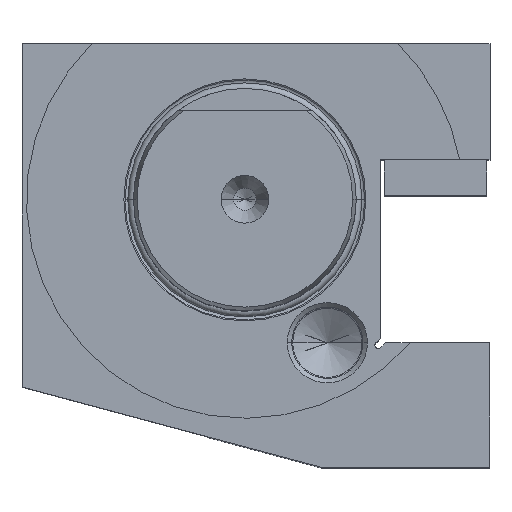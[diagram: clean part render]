
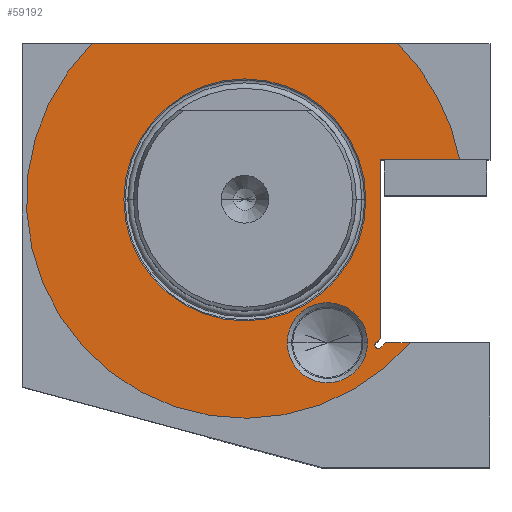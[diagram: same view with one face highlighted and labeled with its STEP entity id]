
A CAD part, top view. The second image highlights one B-rep face of the part: STEP entity #59192.
In plain terms, the highlighted planar face has unit normal (0, 0, 1).
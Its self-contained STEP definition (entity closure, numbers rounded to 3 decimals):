
#5253 = DIRECTION ( 'NONE',  ( 0., 0., 1. ) ) ;
#5258 = DIRECTION ( 'NONE',  ( 1., 0., 0. ) ) ;
#5260 = CARTESIAN_POINT ( 'NONE',  ( 0., 0., -78. ) ) ;
#6150 = AXIS2_PLACEMENT_3D ( 'NONE', #7751, #7763, #7745 ) ;
#6153 = AXIS2_PLACEMENT_3D ( 'NONE', #9216, #9243, #9218 ) ;
#6155 = AXIS2_PLACEMENT_3D ( 'NONE', #9275, #9298, #9330 ) ;
#6156 = AXIS2_PLACEMENT_3D ( 'NONE', #9072, #9087, #9033 ) ;
#6160 = AXIS2_PLACEMENT_3D ( 'NONE', #9005, #9023, #8937 ) ;
#6234 = AXIS2_PLACEMENT_3D ( 'NONE', #46506, #46499, #46498 ) ;
#6251 = AXIS2_PLACEMENT_3D ( 'NONE', #5260, #5253, #5258 ) ;
#7741 = CARTESIAN_POINT ( 'NONE',  ( 30.5, 27.15, -78. ) ) ;
#7745 = DIRECTION ( 'NONE',  ( 1., 0., 0. ) ) ;
#7751 = CARTESIAN_POINT ( 'NONE',  ( 0., 0., -78. ) ) ;
#7763 = DIRECTION ( 'NONE',  ( 0., 0., 1. ) ) ;
#7772 = DIRECTION ( 'NONE',  ( 0., -1., 0. ) ) ;
#8851 = DIRECTION ( 'NONE',  ( 1., 0., 0. ) ) ;
#8865 = CARTESIAN_POINT ( 'NONE',  ( 0., 35., -78. ) ) ;
#8937 = DIRECTION ( 'NONE',  ( -1., 0., 0. ) ) ;
#9005 = CARTESIAN_POINT ( 'NONE',  ( 18.5, -32.043, -78. ) ) ;
#9023 = DIRECTION ( 'NONE',  ( 0., 0., -1. ) ) ;
#9033 = DIRECTION ( 'NONE',  ( 1., 0., 0. ) ) ;
#9035 = CARTESIAN_POINT ( 'NONE',  ( 0., -32., -78. ) ) ;
#9068 = DIRECTION ( 'NONE',  ( 1., 0., 0. ) ) ;
#9072 = CARTESIAN_POINT ( 'NONE',  ( 0., 0., -78. ) ) ;
#9087 = DIRECTION ( 'NONE',  ( 0., 0., 1. ) ) ;
#9147 = DIRECTION ( 'NONE',  ( 0.707, 0.707, 0. ) ) ;
#9163 = CARTESIAN_POINT ( 'NONE',  ( 45.355, -18.205, -78. ) ) ;
#9169 = CARTESIAN_POINT ( 'NONE',  ( 44.295, -17.145, -78. ) ) ;
#9210 = DIRECTION ( 'NONE',  ( 0.707, 0.707, 0. ) ) ;
#9216 = CARTESIAN_POINT ( 'NONE',  ( 29.934, -32.566, -78. ) ) ;
#9218 = DIRECTION ( 'NONE',  ( -1., 0., 0. ) ) ;
#9243 = DIRECTION ( 'NONE',  ( 0., 0., -1. ) ) ;
#9275 = CARTESIAN_POINT ( 'NONE',  ( 0., 0., -78. ) ) ;
#9298 = DIRECTION ( 'NONE',  ( 0., 0., 1. ) ) ;
#9330 = DIRECTION ( 'NONE',  ( 1., 0., 0. ) ) ;
#13762 = EDGE_CURVE ( 'NONE', #33936, #33782, #36997, .T. ) ;
#13932 = EDGE_CURVE ( 'NONE', #34064, #34055, #37032, .T. ) ;
#14011 = EDGE_CURVE ( 'NONE', #34146, #34194, #37226, .T. ) ;
#18267 = PLANE ( 'NONE',  #35269 ) ;
#18294 = CARTESIAN_POINT ( 'NONE',  ( 0., 27.15, -78. ) ) ;
#18306 = DIRECTION ( 'NONE',  ( 0., 0., -1. ) ) ;
#18307 = DIRECTION ( 'NONE',  ( -1., 0., 0. ) ) ;
#25640 = EDGE_CURVE ( 'NONE', #61205, #61201, #29743, .T. ) ;
#25648 = EDGE_CURVE ( 'NONE', #33782, #33936, #29793, .T. ) ;
#25653 = EDGE_CURVE ( 'NONE', #61198, #61141, #29820, .T. ) ;
#25654 = EDGE_CURVE ( 'NONE', #34194, #34146, #29832, .T. ) ;
#25658 = EDGE_CURVE ( 'NONE', #34055, #61151, #29817, .T. ) ;
#25663 = EDGE_CURVE ( 'NONE', #61186, #61198, #29801, .T. ) ;
#25666 = EDGE_CURVE ( 'NONE', #61186, #34064, #29807, .T. ) ;
#25670 = EDGE_CURVE ( 'NONE', #61205, #61141, #29808, .T. ) ;
#25678 = EDGE_CURVE ( 'NONE', #61180, #61151, #29836, .T. ) ;
#25680 = EDGE_CURVE ( 'NONE', #61196, #61201, #29833, .T. ) ;
#25697 = AXIS2_PLACEMENT_3D ( 'NONE', #57006, #57057, #56991 ) ;
#26059 = EDGE_CURVE ( 'NONE', #61196, #61180, #29146, .T. ) ;
#29146 = LINE ( 'NONE', #44441, #29148 ) ;
#29148 = VECTOR ( 'NONE', #44464, 1000. ) ;
#29743 = LINE ( 'NONE', #8865, #29750 ) ;
#29750 = VECTOR ( 'NONE', #8851, 1000. ) ;
#29793 = CIRCLE ( 'NONE', #6160, 9. ) ;
#29798 = VECTOR ( 'NONE', #7772, 1000. ) ;
#29801 = LINE ( 'NONE', #9163, #29827 ) ;
#29807 = CIRCLE ( 'NONE', #6153, 0.75 ) ;
#29808 = CIRCLE ( 'NONE', #6155, 49. ) ;
#29817 = LINE ( 'NONE', #9169, #29846 ) ;
#29820 = LINE ( 'NONE', #9035, #29840 ) ;
#29827 = VECTOR ( 'NONE', #9147, 1000. ) ;
#29832 = CIRCLE ( 'NONE', #6156, 27.15 ) ;
#29833 = CIRCLE ( 'NONE', #6150, 49. ) ;
#29836 = LINE ( 'NONE', #7741, #29798 ) ;
#29840 = VECTOR ( 'NONE', #9068, 1000. ) ;
#29846 = VECTOR ( 'NONE', #9210, 1000. ) ;
#30532 = FACE_BOUND ( 'NONE', #57941, .T. ) ;
#30533 = FACE_BOUND ( 'NONE', #57949, .T. ) ;
#30564 = FACE_OUTER_BOUND ( 'NONE', #57942, .T. ) ;
#33782 = VERTEX_POINT ( 'NONE', #45309 ) ;
#33936 = VERTEX_POINT ( 'NONE', #45414 ) ;
#34055 = VERTEX_POINT ( 'NONE', #45486 ) ;
#34064 = VERTEX_POINT ( 'NONE', #45487 ) ;
#34146 = VERTEX_POINT ( 'NONE', #45466 ) ;
#34194 = VERTEX_POINT ( 'NONE', #45458 ) ;
#35269 = AXIS2_PLACEMENT_3D ( 'NONE', #18294, #18306, #18307 ) ;
#36441 = ORIENTED_EDGE ( 'NONE', *, *, #25658, .T. ) ;
#36443 = ORIENTED_EDGE ( 'NONE', *, *, #26059, .F. ) ;
#36445 = ORIENTED_EDGE ( 'NONE', *, *, #25654, .F. ) ;
#36477 = ORIENTED_EDGE ( 'NONE', *, *, #14011, .F. ) ;
#36481 = ORIENTED_EDGE ( 'NONE', *, *, #25680, .T. ) ;
#36496 = ORIENTED_EDGE ( 'NONE', *, *, #13932, .T. ) ;
#36503 = ORIENTED_EDGE ( 'NONE', *, *, #25640, .F. ) ;
#36505 = ORIENTED_EDGE ( 'NONE', *, *, #25678, .F. ) ;
#36518 = ORIENTED_EDGE ( 'NONE', *, *, #25648, .T. ) ;
#36531 = ORIENTED_EDGE ( 'NONE', *, *, #25663, .F. ) ;
#36548 = ORIENTED_EDGE ( 'NONE', *, *, #25670, .T. ) ;
#36582 = ORIENTED_EDGE ( 'NONE', *, *, #13762, .T. ) ;
#36591 = ORIENTED_EDGE ( 'NONE', *, *, #25653, .F. ) ;
#36603 = ORIENTED_EDGE ( 'NONE', *, *, #25666, .T. ) ;
#36997 = CIRCLE ( 'NONE', #25697, 9. ) ;
#37032 = CIRCLE ( 'NONE', #6234, 0.75 ) ;
#37226 = CIRCLE ( 'NONE', #6251, 27.15 ) ;
#41440 = CARTESIAN_POINT ( 'NONE',  ( 31.561, -32., -78. ) ) ;
#41444 = CARTESIAN_POINT ( 'NONE',  ( 30.5, -30.939, -78. ) ) ;
#41445 = CARTESIAN_POINT ( 'NONE',  ( 34.293, 35., -78. ) ) ;
#41452 = CARTESIAN_POINT ( 'NONE',  ( 37.108, -32., -78. ) ) ;
#41463 = CARTESIAN_POINT ( 'NONE',  ( -34.293, 35., -78. ) ) ;
#41468 = CARTESIAN_POINT ( 'NONE',  ( 30.465, -33.096, -78. ) ) ;
#41483 = CARTESIAN_POINT ( 'NONE',  ( 30.5, 9., -78. ) ) ;
#41490 = CARTESIAN_POINT ( 'NONE',  ( 48.166, 9., -78. ) ) ;
#44441 = CARTESIAN_POINT ( 'NONE',  ( 0., 9., -78. ) ) ;
#44464 = DIRECTION ( 'NONE',  ( -1., 0., 0. ) ) ;
#45309 = CARTESIAN_POINT ( 'NONE',  ( 9.5, -32.043, -78. ) ) ;
#45414 = CARTESIAN_POINT ( 'NONE',  ( 27.5, -32.043, -78. ) ) ;
#45458 = CARTESIAN_POINT ( 'NONE',  ( 27.15, 0., -78. ) ) ;
#45466 = CARTESIAN_POINT ( 'NONE',  ( -27.15, 0., -78. ) ) ;
#45486 = CARTESIAN_POINT ( 'NONE',  ( 29.404, -32.035, -78. ) ) ;
#45487 = CARTESIAN_POINT ( 'NONE',  ( 29.184, -32.566, -78. ) ) ;
#46498 = DIRECTION ( 'NONE',  ( -1., 0., 0. ) ) ;
#46499 = DIRECTION ( 'NONE',  ( 0., 0., -1. ) ) ;
#46506 = CARTESIAN_POINT ( 'NONE',  ( 29.934, -32.566, -78. ) ) ;
#56991 = DIRECTION ( 'NONE',  ( -1., 0., 0. ) ) ;
#57006 = CARTESIAN_POINT ( 'NONE',  ( 18.5, -32.043, -78. ) ) ;
#57057 = DIRECTION ( 'NONE',  ( 0., 0., -1. ) ) ;
#57941 = EDGE_LOOP ( 'NONE', ( #36445, #36477 ) ) ;
#57942 = EDGE_LOOP ( 'NONE', ( #36531, #36603, #36496, #36441, #36505, #36443, #36481, #36503, #36548, #36591 ) ) ;
#57949 = EDGE_LOOP ( 'NONE', ( #36582, #36518 ) ) ;
#59192 = ADVANCED_FACE ( 'NONE', ( #30533, #30532, #30564 ), #18267, .F. ) ;
#61141 = VERTEX_POINT ( 'NONE', #41452 ) ;
#61151 = VERTEX_POINT ( 'NONE', #41444 ) ;
#61180 = VERTEX_POINT ( 'NONE', #41483 ) ;
#61186 = VERTEX_POINT ( 'NONE', #41468 ) ;
#61196 = VERTEX_POINT ( 'NONE', #41490 ) ;
#61198 = VERTEX_POINT ( 'NONE', #41440 ) ;
#61201 = VERTEX_POINT ( 'NONE', #41445 ) ;
#61205 = VERTEX_POINT ( 'NONE', #41463 ) ;
